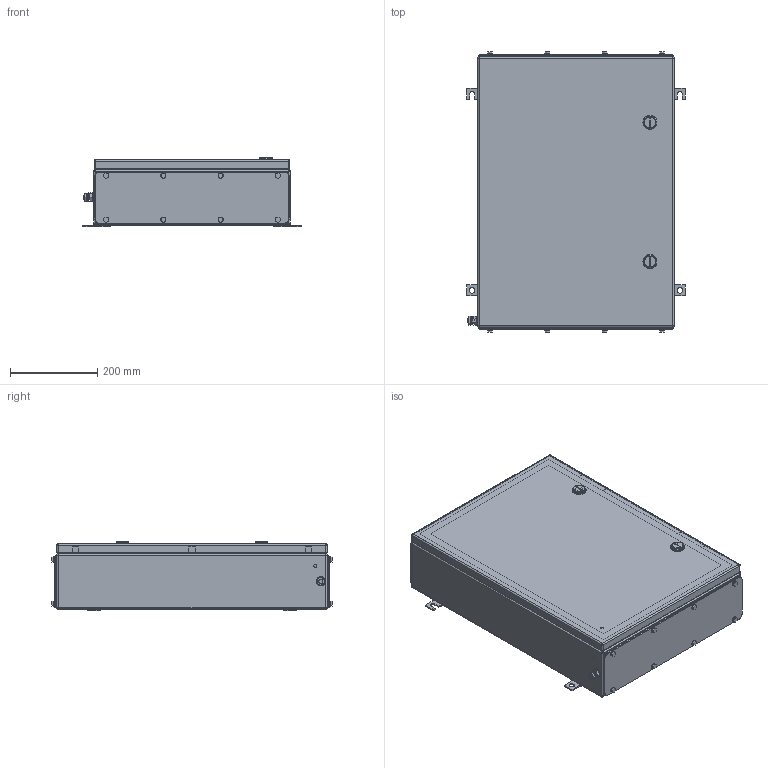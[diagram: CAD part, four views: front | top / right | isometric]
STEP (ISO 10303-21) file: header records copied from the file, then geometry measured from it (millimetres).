
FILE_DESCRIPTION(('CATIA V5 STEP Exchange','CAx-IF Rec.Pracs.--- Model Styling and Organization---1.4--- 2014-01-23'),'2;1');
FILE_NAME ('008840-5_4_1200680000_1200680000.stp','2019-09-23T09:12:22+00:00',('none'),('Weidmueller'),'CATIA Version 5-6 Release 2016 SP3 HF44','CATIA V5 STEP AP214','none');
FILE_SCHEMA(('AUTOMOTIVE_DESIGN { 1 0 10303 214 1 1 1 1 }'));
Length unit declared in the file: millimetre
Products named in the file (1): ZUB_KTB_QL_624515_2GP
Bounding box: 501 x 642 x 159.8 mm (x, y, z)
Volume: 1983542.8 mm3; surface area: 2254833.2 mm2
Topology: 89 solids, 91 shells, 1763 faces, 4064 edges, 2550 vertices
Faces by surface type: plane 801, cylinder 736, cone 172, sphere 24, torus 22, bspline 8
Entity records: 47387 total; most frequent: CARTESIAN_POINT 9710, ORIENTED_EDGE 7984, DIRECTION 6389, EDGE_CURVE 3992, AXIS2_PLACEMENT_3D 2788, VERTEX_POINT 2550, VECTOR 2280, LINE 2280
